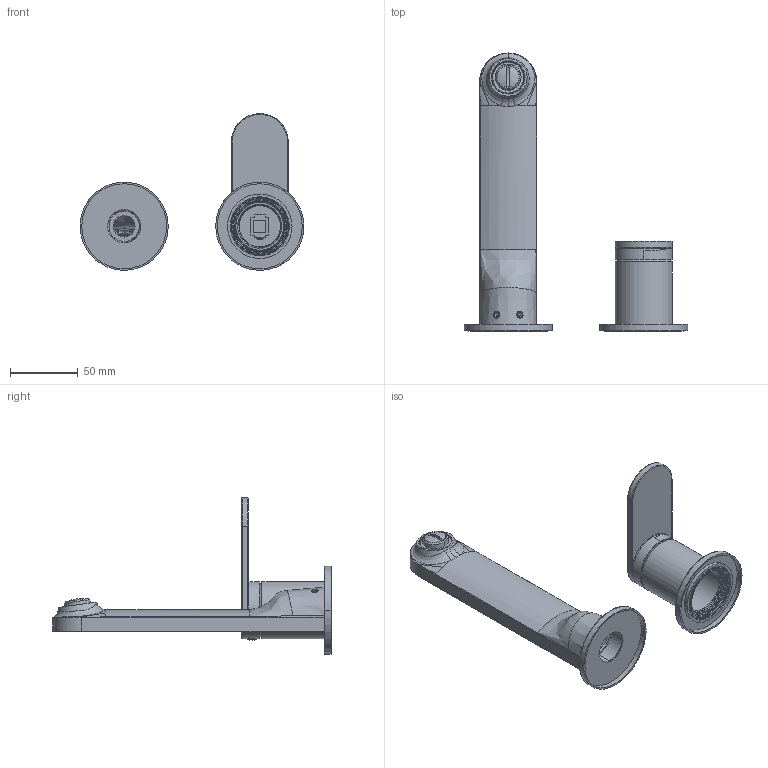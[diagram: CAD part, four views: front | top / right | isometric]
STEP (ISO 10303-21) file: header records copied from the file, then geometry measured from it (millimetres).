
FILE_DESCRIPTION((''),'2;1');
FILE_NAME('ASM0001_ASM','2023-06-14T',('Administrator'),(''),'PRO/ENGINEER BY PARAMETRIC TECHNOLOGY CORPORATION, 2010280','PRO/ENGINEER BY PARAMETRIC TECHNOLOGY CORPORATION, 2010280','');
FILE_SCHEMA(('CONFIG_CONTROL_DESIGN'));
Length unit declared in the file: millimetre
Products named in the file (13): 2E7007-31NT_23; 2E7007-32CP_15; 2E7007-33CP_26; 2A1017-21CP_31; 2E7007-34CP_10; 2E7013-32CP_13; 2E7019-31CP_17; 3LS1001NT_3; 3ZS1006NT_3; 3OR1037NT_5; 3WZ1004_2; 1E7019-02CP_ASM_3_ASM; ASM0001_ASM
Assembly tree (14 placements, depth 3):
  ASM0001_ASM
    1E7019-02CP_ASM_3_ASM
      2E7007-31NT_23
      2E7007-32CP_15
      2E7007-33CP_26
      2A1017-21CP_31
      2E7007-34CP_10
      2E7013-32CP_13
      2E7019-31CP_17
      3LS1001NT_3  x3
      3ZS1006NT_3
      3OR1037NT_5
      3WZ1004_2
Bounding box: 165 x 205 x 115.5 mm (x, y, z)
Volume: 102733.4 mm3; surface area: 101024.9 mm2
Topology: 13 solids, 13 shells, 527 faces, 1466 edges, 984 vertices
Faces by surface type: cylinder 193, plane 148, bspline 109, cone 46, torus 27, sphere 4
Entity records: 28931 total; most frequent: CARTESIAN_POINT 17670, ORIENTED_EDGE 2520, DIRECTION 1996, EDGE_CURVE 1260, VERTEX_POINT 846, AXIS2_PLACEMENT_3D 762, EDGE_LOOP 504, VECTOR 472
